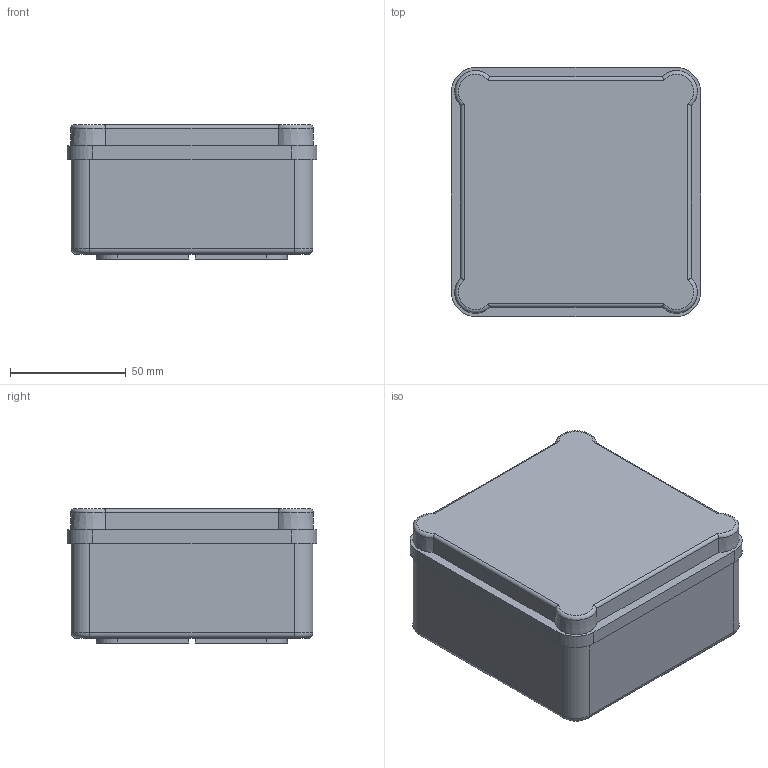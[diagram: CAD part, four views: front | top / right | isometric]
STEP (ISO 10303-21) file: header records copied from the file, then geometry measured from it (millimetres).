
FILE_DESCRIPTION((''),'2;1');
FILE_NAME('GW44234_ASM','2021-07-16T11:30:11',('User'),('Axiro Italia'),'CREO PARAMETRIC BY PTC INC, 2020354','CREO PARAMETRIC BY PTC INC, 2020354','');
FILE_SCHEMA(('CONFIG_CONTROL_DESIGN'));
Length unit declared in the file: millimetre
Products named in the file (3): GW44234_COMPONENTE_A_OR; GW44234_COMPONENTE_B_OR; GW44234_ASM
Assembly tree (2 placements, depth 2):
  GW44234_ASM
    GW44234_COMPONENTE_A_OR
    GW44234_COMPONENTE_B_OR
Bounding box: 108 x 108 x 58.03 mm (x, y, z)
Volume: 155138.5 mm3; surface area: 99049.7 mm2
Topology: 2 solids, 2 shells, 484 faces, 1242 edges, 792 vertices
Faces by surface type: plane 282, cone 96, cylinder 90, torus 8, bspline 8
Entity records: 15115 total; most frequent: CARTESIAN_POINT 3174, ORIENTED_EDGE 2476, DIRECTION 2467, EDGE_CURVE 1238, VECTOR 841, LINE 841, AXIS2_PLACEMENT_3D 813, VERTEX_POINT 792
